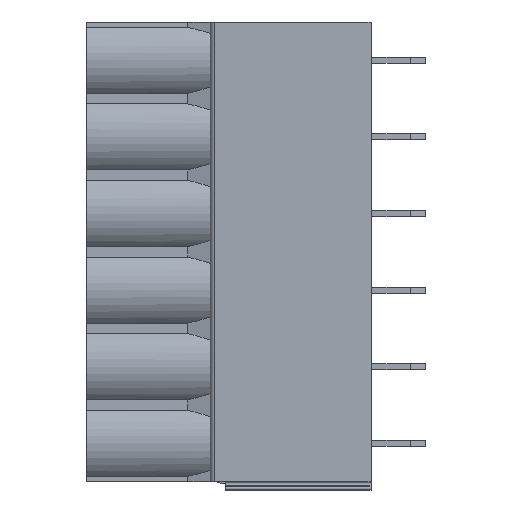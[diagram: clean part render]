
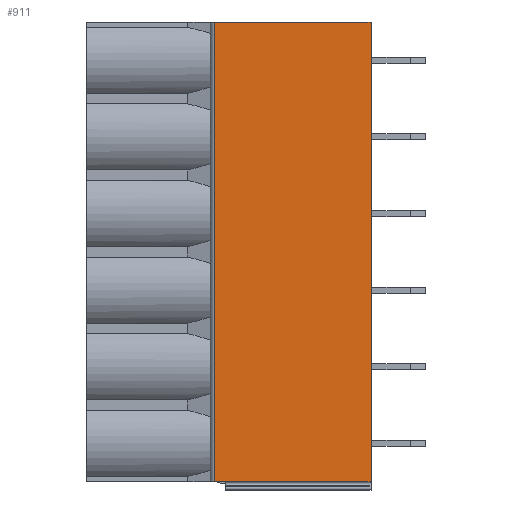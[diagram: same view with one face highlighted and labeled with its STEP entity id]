
A CAD part, front view. The second image highlights one B-rep face of the part: STEP entity #911.
In plain terms, the highlighted planar face has unit normal (0, -1, 0).
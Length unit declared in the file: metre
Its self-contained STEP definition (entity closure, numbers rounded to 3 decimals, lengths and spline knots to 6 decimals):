
#911=ADVANCED_FACE('',(#2087),#2088,.T.);
#2087=FACE_OUTER_BOUND('',#3543,.T.);
#2088=PLANE('',#3544);
#3543=EDGE_LOOP('',(#6362,#6363,#6364,#6365,#6366));
#3544=AXIS2_PLACEMENT_3D('',#6367,#6368,#6369);
#6362=ORIENTED_EDGE('',*,*,#9357,.T.);
#6363=ORIENTED_EDGE('',*,*,#8769,.F.);
#6364=ORIENTED_EDGE('',*,*,#9683,.F.);
#6365=ORIENTED_EDGE('',*,*,#8842,.T.);
#6366=ORIENTED_EDGE('',*,*,#9687,.T.);
#6367=CARTESIAN_POINT('',(-0.01065,-0.02,-0.25774));
#6368=DIRECTION('',(0.,-1.0,0.));
#6369=DIRECTION('',(-1.0,0.,0.));
#8769=EDGE_CURVE('',#10518,#10520,#10521,.T.);
#8842=EDGE_CURVE('',#10662,#10660,#10663,.T.);
#9357=EDGE_CURVE('',#11462,#10520,#11463,.T.);
#9683=EDGE_CURVE('',#10662,#10518,#11946,.T.);
#9687=EDGE_CURVE('',#10660,#11462,#11950,.T.);
#10518=VERTEX_POINT('',#13108);
#10520=VERTEX_POINT('',#13111);
#10521=LINE('',#13112,#13113);
#10660=VERTEX_POINT('',#13313);
#10662=VERTEX_POINT('',#13315);
#10663=LINE('',#13316,#13317);
#11462=VERTEX_POINT('',#14457);
#11463=LINE('',#14458,#14459);
#11946=LINE('',#15203,#15204);
#11950=LINE('',#15209,#15210);
#13108=CARTESIAN_POINT('',(0.,-0.02,-0.23572));
#13111=CARTESIAN_POINT('',(0.,-0.02,-0.2654));
#13112=CARTESIAN_POINT('',(0.,-0.02,-0.27298));
#13113=VECTOR('',#16771,1.0);
#13313=CARTESIAN_POINT('',(-0.01035,-0.02,-0.23492));
#13315=CARTESIAN_POINT('',(0.,-0.02,-0.23492));
#13316=CARTESIAN_POINT('',(-0.01065,-0.02,-0.23492));
#13317=VECTOR('',#16855,1.0);
#14457=CARTESIAN_POINT('',(-0.01035,-0.02,-0.2654));
#14458=CARTESIAN_POINT('',(-0.01065,-0.02,-0.2654));
#14459=VECTOR('',#17402,1.0);
#15203=CARTESIAN_POINT('',(0.,-0.02,-0.26786));
#15204=VECTOR('',#17639,1.0);
#15209=CARTESIAN_POINT('',(-0.01035,-0.02,-0.25774));
#15210=VECTOR('',#17641,1.0);
#16771=DIRECTION('',(0.,0.,-1.0));
#16855=DIRECTION('',(-1.0,0.,0.));
#17402=DIRECTION('',(1.0,0.,0.));
#17639=DIRECTION('',(0.,0.,-1.0));
#17641=DIRECTION('',(0.,0.,-1.0));
